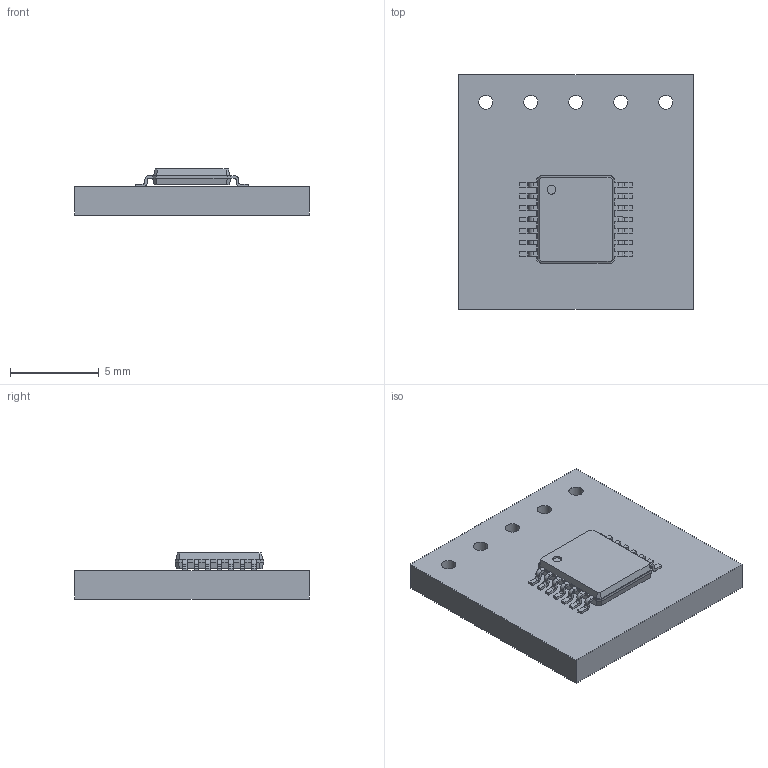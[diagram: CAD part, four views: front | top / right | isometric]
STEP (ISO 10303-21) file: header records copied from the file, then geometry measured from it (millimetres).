
FILE_DESCRIPTION(('FreeCAD Model'),'2;1');
FILE_NAME('A1335_board.step', '2017-06-21T16:46:34',('kicad StepUp'),('ksu MCAD'), 'Open CASCADE STEP processor 6.8','FreeCAD','Unknown');
FILE_SCHEMA(('AUTOMOTIVE_DESIGN_CC2 { 1 2 10303 214 -1 1 5 4 }'));
Length unit declared in the file: millimetre
Products named in the file (2): Pcb; TSSOP_14_44x5mm_Pitch065mm_
Bounding box: 13.25 x 13.25 x 2.6 mm (x, y, z)
Volume: 296.4 mm3; surface area: 523.8 mm2
Topology: 2 solids, 2 shells, 257 faces, 676 edges, 424 vertices
Faces by surface type: plane 157, cylinder 62, bspline 38
Full cylindrical faces by diameter (mm): 0.5 x1, 0.8 x5
Entity records: 9517 total; most frequent: CARTESIAN_POINT 1504, ORIENTED_EDGE 1352, DIRECTION 1208, EDGE_CURVE 676, LINE 520, VECTOR 520, VERTEX_POINT 424, AXIS2_PLACEMENT_3D 344
